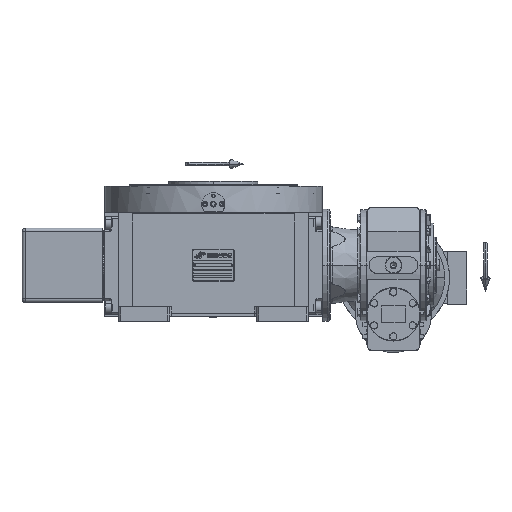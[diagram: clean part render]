
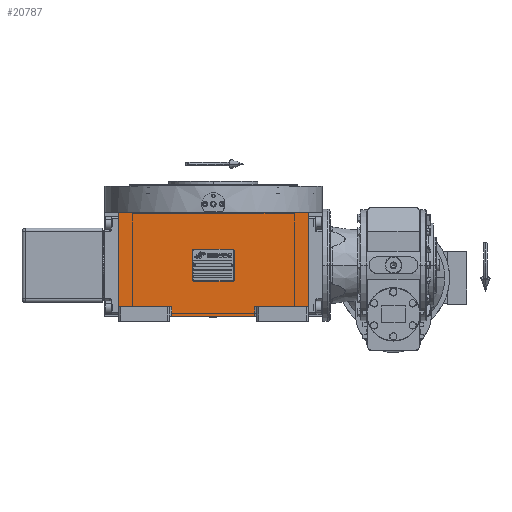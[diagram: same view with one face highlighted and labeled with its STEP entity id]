
A CAD part, top view. The second image highlights one B-rep face of the part: STEP entity #20787.
In plain terms, the highlighted planar face has unit normal (0, 0, 1).
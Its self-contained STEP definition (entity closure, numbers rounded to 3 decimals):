
#183 = ORIENTED_EDGE ( 'NONE', *, *, #21527, .F. ) ;
#977 = VECTOR ( 'NONE', #52707, 1000. ) ;
#4864 = CARTESIAN_POINT ( 'NONE',  ( 135., -59., 226. ) ) ;
#6979 = ORIENTED_EDGE ( 'NONE', *, *, #9163, .T. ) ;
#8320 = CARTESIAN_POINT ( 'NONE',  ( -135., -59., 226. ) ) ;
#8858 = EDGE_CURVE ( 'NONE', #67794, #109878, #109704, .T. ) ;
#9163 = EDGE_CURVE ( 'NONE', #109878, #67048, #62311, .T. ) ;
#9865 = CARTESIAN_POINT ( 'NONE',  ( -135., -59., 226. ) ) ;
#10872 = VECTOR ( 'NONE', #86934, 1000. ) ;
#15518 = DIRECTION ( 'NONE',  ( 0., 1., 0. ) ) ;
#15932 = LINE ( 'NONE', #43457, #29247 ) ;
#16072 = PLANE ( 'NONE',  #49335 ) ;
#18364 = ORIENTED_EDGE ( 'NONE', *, *, #87998, .F. ) ;
#19622 = VERTEX_POINT ( 'NONE', #36931 ) ;
#20787 = ADVANCED_FACE ( 'NONE', ( #63336 ), #16072, .T. ) ;
#21527 = EDGE_CURVE ( 'NONE', #35763, #57756, #80187, .T. ) ;
#22673 = CARTESIAN_POINT ( 'NONE',  ( -135., -59., 226. ) ) ;
#23881 = EDGE_LOOP ( 'NONE', ( #80546, #18364, #53137, #6979, #108165, #87481, #93553, #183 ) ) ;
#29247 = VECTOR ( 'NONE', #52416, 1000. ) ;
#29633 = DIRECTION ( 'NONE',  ( 0., 1., 0. ) ) ;
#33375 = CARTESIAN_POINT ( 'NONE',  ( -135., 75., 226. ) ) ;
#34672 = CARTESIAN_POINT ( 'NONE',  ( -59., -73., 226. ) ) ;
#35763 = VERTEX_POINT ( 'NONE', #94673 ) ;
#36931 = CARTESIAN_POINT ( 'NONE',  ( 59., -73., 226. ) ) ;
#43457 = CARTESIAN_POINT ( 'NONE',  ( -135., 75., 226. ) ) ;
#44757 = CARTESIAN_POINT ( 'NONE',  ( -135., -73., 226. ) ) ;
#47381 = DIRECTION ( 'NONE',  ( 1., 0., 0. ) ) ;
#49335 = AXIS2_PLACEMENT_3D ( 'NONE', #44757, #108843, #89108 ) ;
#49698 = EDGE_CURVE ( 'NONE', #35763, #19622, #59356, .T. ) ;
#52416 = DIRECTION ( 'NONE',  ( 1., 0., 0. ) ) ;
#52624 = EDGE_CURVE ( 'NONE', #61817, #57756, #90371, .T. ) ;
#52707 = DIRECTION ( 'NONE',  ( 0., 1., 0. ) ) ;
#53137 = ORIENTED_EDGE ( 'NONE', *, *, #8858, .T. ) ;
#56734 = DIRECTION ( 'NONE',  ( 0., -1., 0. ) ) ;
#57756 = VERTEX_POINT ( 'NONE', #86393 ) ;
#59356 = LINE ( 'NONE', #68358, #10872 ) ;
#61817 = VERTEX_POINT ( 'NONE', #22673 ) ;
#62311 = LINE ( 'NONE', #4864, #977 ) ;
#63336 = FACE_OUTER_BOUND ( 'NONE', #23881, .T. ) ;
#63368 = EDGE_CURVE ( 'NONE', #61817, #109079, #93694, .T. ) ;
#63634 = CARTESIAN_POINT ( 'NONE',  ( 59., -59., 226. ) ) ;
#67048 = VERTEX_POINT ( 'NONE', #69373 ) ;
#67415 = EDGE_CURVE ( 'NONE', #109079, #67048, #15932, .T. ) ;
#67794 = VERTEX_POINT ( 'NONE', #96022 ) ;
#68358 = CARTESIAN_POINT ( 'NONE',  ( -59., -73., 226. ) ) ;
#69373 = CARTESIAN_POINT ( 'NONE',  ( 135., 75., 226. ) ) ;
#72796 = VECTOR ( 'NONE', #29633, 1000. ) ;
#80187 = LINE ( 'NONE', #34672, #118353 ) ;
#80546 = ORIENTED_EDGE ( 'NONE', *, *, #49698, .T. ) ;
#85058 = VECTOR ( 'NONE', #47381, 1000. ) ;
#86393 = CARTESIAN_POINT ( 'NONE',  ( -59., -59., 226. ) ) ;
#86934 = DIRECTION ( 'NONE',  ( 1., 0., 0. ) ) ;
#87481 = ORIENTED_EDGE ( 'NONE', *, *, #63368, .F. ) ;
#87998 = EDGE_CURVE ( 'NONE', #67794, #19622, #113011, .T. ) ;
#89108 = DIRECTION ( 'NONE',  ( 1., 0., 0. ) ) ;
#90371 = LINE ( 'NONE', #8320, #99372 ) ;
#92847 = CARTESIAN_POINT ( 'NONE',  ( 135., -59., 226. ) ) ;
#93553 = ORIENTED_EDGE ( 'NONE', *, *, #52624, .T. ) ;
#93694 = LINE ( 'NONE', #9865, #72796 ) ;
#94673 = CARTESIAN_POINT ( 'NONE',  ( -59., -73., 226. ) ) ;
#96022 = CARTESIAN_POINT ( 'NONE',  ( 59., -59., 226. ) ) ;
#99372 = VECTOR ( 'NONE', #99928, 1000. ) ;
#99928 = DIRECTION ( 'NONE',  ( 1., 0., 0. ) ) ;
#101663 = VECTOR ( 'NONE', #56734, 1000. ) ;
#102874 = CARTESIAN_POINT ( 'NONE',  ( 59., -59., 226. ) ) ;
#108165 = ORIENTED_EDGE ( 'NONE', *, *, #67415, .F. ) ;
#108843 = DIRECTION ( 'NONE',  ( 0., 0., 1. ) ) ;
#109079 = VERTEX_POINT ( 'NONE', #33375 ) ;
#109704 = LINE ( 'NONE', #63634, #85058 ) ;
#109878 = VERTEX_POINT ( 'NONE', #92847 ) ;
#113011 = LINE ( 'NONE', #102874, #101663 ) ;
#118353 = VECTOR ( 'NONE', #15518, 1000. ) ;
